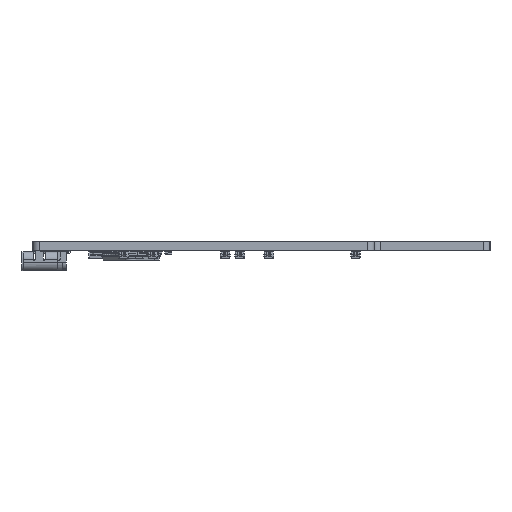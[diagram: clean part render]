
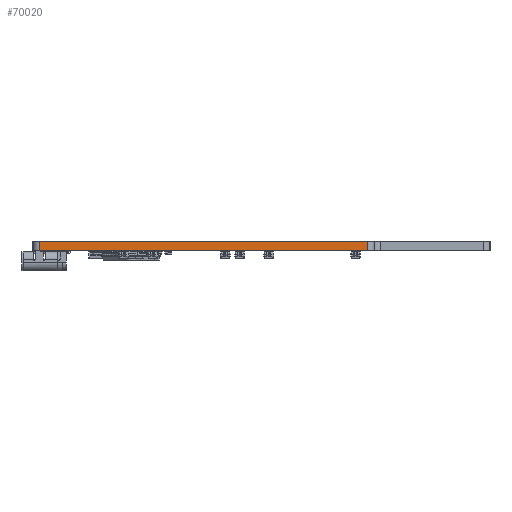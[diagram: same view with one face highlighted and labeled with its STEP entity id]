
A CAD part, left-side view. The second image highlights one B-rep face of the part: STEP entity #70020.
In plain terms, the highlighted planar face has unit normal (-1, 0, 0).
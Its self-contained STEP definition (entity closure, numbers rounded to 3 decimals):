
#60655 = VERTEX_POINT('',#60656);
#60656 = CARTESIAN_POINT('',(41.006,-86.531,0.));
#60663 = EDGE_CURVE('',#60655,#60664,#60666,.T.);
#60664 = VERTEX_POINT('',#60665);
#60665 = CARTESIAN_POINT('',(41.006,-32.531,0.));
#60666 = LINE('',#60667,#60668);
#60667 = CARTESIAN_POINT('',(41.006,-86.531,0.));
#60668 = VECTOR('',#60669,1.);
#60669 = DIRECTION('',(0.,1.,0.));
#65436 = VERTEX_POINT('',#65437);
#65437 = CARTESIAN_POINT('',(41.006,-86.531,1.6));
#65444 = EDGE_CURVE('',#65436,#65445,#65447,.T.);
#65445 = VERTEX_POINT('',#65446);
#65446 = CARTESIAN_POINT('',(41.006,-32.531,1.6));
#65447 = LINE('',#65448,#65449);
#65448 = CARTESIAN_POINT('',(41.006,-86.531,1.6));
#65449 = VECTOR('',#65450,1.);
#65450 = DIRECTION('',(0.,1.,0.));
#69990 = EDGE_CURVE('',#60664,#65445,#69991,.T.);
#69991 = LINE('',#69992,#69993);
#69992 = CARTESIAN_POINT('',(41.006,-32.531,0.));
#69993 = VECTOR('',#69994,1.);
#69994 = DIRECTION('',(0.,0.,1.));
#70020 = ADVANCED_FACE('',(#70021),#70032,.T.);
#70021 = FACE_BOUND('',#70022,.T.);
#70022 = EDGE_LOOP('',(#70023,#70029,#70030,#70031));
#70023 = ORIENTED_EDGE('',*,*,#70024,.T.);
#70024 = EDGE_CURVE('',#60655,#65436,#70025,.T.);
#70025 = LINE('',#70026,#70027);
#70026 = CARTESIAN_POINT('',(41.006,-86.531,0.));
#70027 = VECTOR('',#70028,1.);
#70028 = DIRECTION('',(0.,0.,1.));
#70029 = ORIENTED_EDGE('',*,*,#65444,.T.);
#70030 = ORIENTED_EDGE('',*,*,#69990,.F.);
#70031 = ORIENTED_EDGE('',*,*,#60663,.F.);
#70032 = PLANE('',#70033);
#70033 = AXIS2_PLACEMENT_3D('',#70034,#70035,#70036);
#70034 = CARTESIAN_POINT('',(41.006,-86.531,0.));
#70035 = DIRECTION('',(-1.,0.,0.));
#70036 = DIRECTION('',(0.,1.,0.));
